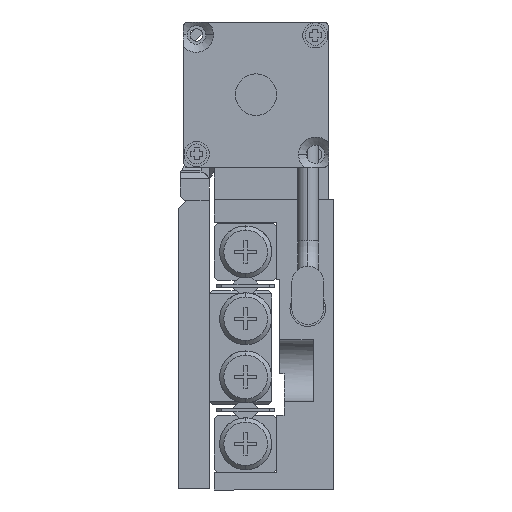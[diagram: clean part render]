
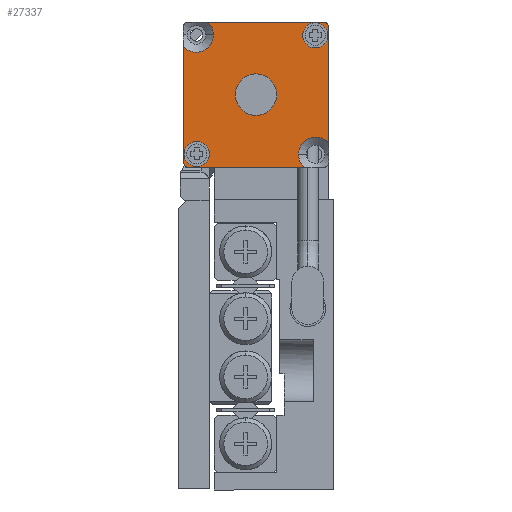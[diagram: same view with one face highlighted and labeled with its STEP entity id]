
A CAD part, left-side view. The second image highlights one B-rep face of the part: STEP entity #27337.
In plain terms, the highlighted face is planar.
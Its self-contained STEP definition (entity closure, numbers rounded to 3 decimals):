
#275 = ORIENTED_EDGE ( 'NONE', *, *, #7506, .T. ) ;
#284 = ORIENTED_EDGE ( 'NONE', *, *, #12988, .T. ) ;
#1234 = VERTEX_POINT ( 'NONE', #4439 ) ;
#1589 = DIRECTION ( 'NONE',  ( 1., 0., 0. ) ) ;
#1837 = AXIS2_PLACEMENT_3D ( 'NONE', #31254, #28217, #8268 ) ;
#2134 = ORIENTED_EDGE ( 'NONE', *, *, #5797, .T. ) ;
#2503 = CARTESIAN_POINT ( 'NONE',  ( 13.5, -0.5, 30. ) ) ;
#2664 = CARTESIAN_POINT ( 'NONE',  ( 12.75, -12.75, 30. ) ) ;
#3236 = EDGE_LOOP ( 'NONE', ( #275, #6817 ) ) ;
#3572 = EDGE_CURVE ( 'NONE', #6139, #20295, #7819, .T. ) ;
#3612 = ORIENTED_EDGE ( 'NONE', *, *, #17055, .T. ) ;
#4118 = DIRECTION ( 'NONE',  ( 0., 0., 1. ) ) ;
#4139 = CARTESIAN_POINT ( 'NONE',  ( 0., -13.5, 30. ) ) ;
#4215 = EDGE_CURVE ( 'NONE', #14012, #10369, #19601, .T. ) ;
#4439 = CARTESIAN_POINT ( 'NONE',  ( 0.5, -14., 30. ) ) ;
#4509 = VERTEX_POINT ( 'NONE', #6898 ) ;
#4639 = ORIENTED_EDGE ( 'NONE', *, *, #16598, .F. ) ;
#4724 = VERTEX_POINT ( 'NONE', #21279 ) ;
#4900 = VERTEX_POINT ( 'NONE', #4139 ) ;
#5009 = DIRECTION ( 'NONE',  ( 0., 0., 1. ) ) ;
#5127 = DIRECTION ( 'NONE',  ( 0., 0., 1. ) ) ;
#5764 = CARTESIAN_POINT ( 'NONE',  ( 0., 0., 30. ) ) ;
#5797 = EDGE_CURVE ( 'NONE', #25199, #4724, #9951, .T. ) ;
#5884 = VERTEX_POINT ( 'NONE', #22480 ) ;
#6139 = VERTEX_POINT ( 'NONE', #9089 ) ;
#6817 = ORIENTED_EDGE ( 'NONE', *, *, #3572, .T. ) ;
#6898 = CARTESIAN_POINT ( 'NONE',  ( 9., -7., 30. ) ) ;
#6942 = EDGE_LOOP ( 'NONE', ( #14054, #13466 ) ) ;
#7506 = EDGE_CURVE ( 'NONE', #20295, #6139, #12700, .T. ) ;
#7667 = CARTESIAN_POINT ( 'NONE',  ( 14., 0., 30. ) ) ;
#7743 = VECTOR ( 'NONE', #27320, 1000. ) ;
#7819 = CIRCLE ( 'NONE', #20796, 1.213 ) ;
#7957 = CIRCLE ( 'NONE', #15513, 1.664 ) ;
#8259 = ORIENTED_EDGE ( 'NONE', *, *, #32991, .F. ) ;
#8268 = DIRECTION ( 'NONE',  ( 1., 0., 0. ) ) ;
#8333 = EDGE_CURVE ( 'NONE', #23106, #5884, #23000, .T. ) ;
#9089 = CARTESIAN_POINT ( 'NONE',  ( 0.073, -12.714, 30. ) ) ;
#9389 = CARTESIAN_POINT ( 'NONE',  ( 7., -7., 30. ) ) ;
#9421 = EDGE_CURVE ( 'NONE', #31016, #4724, #7957, .T. ) ;
#9951 = LINE ( 'NONE', #25011, #15292 ) ;
#9979 = CARTESIAN_POINT ( 'NONE',  ( 11.086, -12.75, 30. ) ) ;
#9986 = DIRECTION ( 'NONE',  ( 1., 0., 0. ) ) ;
#10254 = AXIS2_PLACEMENT_3D ( 'NONE', #27649, #32547, #22424 ) ;
#10369 = VERTEX_POINT ( 'NONE', #9979 ) ;
#10597 = CARTESIAN_POINT ( 'NONE',  ( 0., 0., 30. ) ) ;
#10761 = EDGE_CURVE ( 'NONE', #32412, #4900, #15930, .T. ) ;
#10929 = FACE_OUTER_BOUND ( 'NONE', #27405, .T. ) ;
#10963 = EDGE_CURVE ( 'NONE', #10369, #20131, #19854, .T. ) ;
#12213 = AXIS2_PLACEMENT_3D ( 'NONE', #31169, #5127, #25778 ) ;
#12406 = ORIENTED_EDGE ( 'NONE', *, *, #4215, .F. ) ;
#12700 = CIRCLE ( 'NONE', #1837, 1.213 ) ;
#12988 = EDGE_CURVE ( 'NONE', #4900, #1234, #21611, .T. ) ;
#13466 = ORIENTED_EDGE ( 'NONE', *, *, #13981, .F. ) ;
#13486 = FACE_BOUND ( 'NONE', #3236, .T. ) ;
#13650 = FACE_BOUND ( 'NONE', #6942, .T. ) ;
#13981 = EDGE_CURVE ( 'NONE', #5884, #23106, #27059, .T. ) ;
#14012 = VERTEX_POINT ( 'NONE', #31898 ) ;
#14054 = ORIENTED_EDGE ( 'NONE', *, *, #8333, .F. ) ;
#15273 = ORIENTED_EDGE ( 'NONE', *, *, #26383, .F. ) ;
#15292 = VECTOR ( 'NONE', #25345, 1000. ) ;
#15513 = AXIS2_PLACEMENT_3D ( 'NONE', #20208, #4118, #1589 ) ;
#15930 = LINE ( 'NONE', #5764, #27410 ) ;
#15967 = LINE ( 'NONE', #7667, #29111 ) ;
#16078 = AXIS2_PLACEMENT_3D ( 'NONE', #2664, #28389, #25355 ) ;
#16301 = DIRECTION ( 'NONE',  ( 0., 0., 1. ) ) ;
#16598 = EDGE_CURVE ( 'NONE', #28172, #4509, #21812, .T. ) ;
#16649 = EDGE_CURVE ( 'NONE', #1234, #20131, #19548, .T. ) ;
#16686 = CIRCLE ( 'NONE', #18334, 2. ) ;
#16802 = AXIS2_PLACEMENT_3D ( 'NONE', #28189, #5009, #31054 ) ;
#17013 = CARTESIAN_POINT ( 'NONE',  ( 0., -14., 30. ) ) ;
#17055 = EDGE_CURVE ( 'NONE', #27047, #25199, #32082, .T. ) ;
#17113 = CARTESIAN_POINT ( 'NONE',  ( 2.499, -12.714, 30. ) ) ;
#17504 = DIRECTION ( 'NONE',  ( 0., 0., 1. ) ) ;
#17554 = DIRECTION ( 'NONE',  ( 0., 0., -1. ) ) ;
#17607 = CARTESIAN_POINT ( 'NONE',  ( 2.914, -1.25, 30. ) ) ;
#18098 = CIRCLE ( 'NONE', #32658, 1.664 ) ;
#18334 = AXIS2_PLACEMENT_3D ( 'NONE', #26447, #16301, #26782 ) ;
#18572 = ORIENTED_EDGE ( 'NONE', *, *, #9421, .F. ) ;
#18996 = EDGE_LOOP ( 'NONE', ( #4639, #15273 ) ) ;
#19090 = CARTESIAN_POINT ( 'NONE',  ( 1.25, -1.25, 30. ) ) ;
#19437 = ORIENTED_EDGE ( 'NONE', *, *, #16649, .T. ) ;
#19548 = LINE ( 'NONE', #17013, #7743 ) ;
#19601 = CIRCLE ( 'NONE', #20693, 1.664 ) ;
#19622 = AXIS2_PLACEMENT_3D ( 'NONE', #9389, #17504, #19713 ) ;
#19713 = DIRECTION ( 'NONE',  ( 1., 0., 0. ) ) ;
#19854 = CIRCLE ( 'NONE', #16078, 1.664 ) ;
#20027 = AXIS2_PLACEMENT_3D ( 'NONE', #10597, #24133, #29020 ) ;
#20083 = ORIENTED_EDGE ( 'NONE', *, *, #10963, .F. ) ;
#20131 = VERTEX_POINT ( 'NONE', #32168 ) ;
#20208 = CARTESIAN_POINT ( 'NONE',  ( 1.25, -1.25, 30. ) ) ;
#20295 = VERTEX_POINT ( 'NONE', #17113 ) ;
#20639 = DIRECTION ( 'NONE',  ( 0., 0., 1. ) ) ;
#20693 = AXIS2_PLACEMENT_3D ( 'NONE', #33136, #20639, #9986 ) ;
#20796 = AXIS2_PLACEMENT_3D ( 'NONE', #25165, #17554, #25492 ) ;
#21087 = PLANE ( 'NONE',  #20027 ) ;
#21279 = CARTESIAN_POINT ( 'NONE',  ( 2.348, 0., 30. ) ) ;
#21468 = CARTESIAN_POINT ( 'NONE',  ( 5., -7., 30. ) ) ;
#21611 = CIRCLE ( 'NONE', #10254, 0.5 ) ;
#21812 = CIRCLE ( 'NONE', #19622, 2. ) ;
#22424 = DIRECTION ( 'NONE',  ( 1., 0., 0. ) ) ;
#22480 = CARTESIAN_POINT ( 'NONE',  ( 11.501, -1.286, 30. ) ) ;
#23000 = CIRCLE ( 'NONE', #12213, 1.213 ) ;
#23106 = VERTEX_POINT ( 'NONE', #27651 ) ;
#24133 = DIRECTION ( 'NONE',  ( 0., 0., 1. ) ) ;
#24411 = CARTESIAN_POINT ( 'NONE',  ( 13.5, 0., 30. ) ) ;
#25011 = CARTESIAN_POINT ( 'NONE',  ( 0., 0., 30. ) ) ;
#25165 = CARTESIAN_POINT ( 'NONE',  ( 1.286, -12.714, 30. ) ) ;
#25199 = VERTEX_POINT ( 'NONE', #24411 ) ;
#25345 = DIRECTION ( 'NONE',  ( -1., 0., 0. ) ) ;
#25355 = DIRECTION ( 'NONE',  ( 1., 0., 0. ) ) ;
#25492 = DIRECTION ( 'NONE',  ( 1., 0., 0. ) ) ;
#25778 = DIRECTION ( 'NONE',  ( 1., 0., 0. ) ) ;
#26215 = EDGE_CURVE ( 'NONE', #14012, #27047, #15967, .T. ) ;
#26279 = DIRECTION ( 'NONE',  ( 0., 1., 0. ) ) ;
#26383 = EDGE_CURVE ( 'NONE', #4509, #28172, #16686, .T. ) ;
#26447 = CARTESIAN_POINT ( 'NONE',  ( 7., -7., 30. ) ) ;
#26782 = DIRECTION ( 'NONE',  ( 1., 0., 0. ) ) ;
#27047 = VERTEX_POINT ( 'NONE', #30039 ) ;
#27059 = CIRCLE ( 'NONE', #16802, 1.213 ) ;
#27283 = DIRECTION ( 'NONE',  ( 0., 0., 1. ) ) ;
#27320 = DIRECTION ( 'NONE',  ( 1., 0., 0. ) ) ;
#27337 = ADVANCED_FACE ( 'NONE', ( #13650, #10929, #31708, #13486 ), #21087, .T. ) ;
#27405 = EDGE_LOOP ( 'NONE', ( #8259, #31161, #284, #19437, #20083, #12406, #32361, #3612, #2134, #18572 ) ) ;
#27410 = VECTOR ( 'NONE', #29273, 1000. ) ;
#27649 = CARTESIAN_POINT ( 'NONE',  ( 0.5, -13.5, 30. ) ) ;
#27651 = CARTESIAN_POINT ( 'NONE',  ( 13.927, -1.286, 30. ) ) ;
#28172 = VERTEX_POINT ( 'NONE', #21468 ) ;
#28189 = CARTESIAN_POINT ( 'NONE',  ( 12.714, -1.286, 30. ) ) ;
#28217 = DIRECTION ( 'NONE',  ( 0., 0., -1. ) ) ;
#28389 = DIRECTION ( 'NONE',  ( 0., 0., 1. ) ) ;
#28893 = DIRECTION ( 'NONE',  ( 1., 0., 0. ) ) ;
#28932 = CARTESIAN_POINT ( 'NONE',  ( 0., -2.348, 30. ) ) ;
#29020 = DIRECTION ( 'NONE',  ( 1., 0., 0. ) ) ;
#29111 = VECTOR ( 'NONE', #26279, 1000. ) ;
#29273 = DIRECTION ( 'NONE',  ( 0., -1., 0. ) ) ;
#29391 = DIRECTION ( 'NONE',  ( 0., 0., 1. ) ) ;
#30039 = CARTESIAN_POINT ( 'NONE',  ( 14., -0.5, 30. ) ) ;
#30971 = AXIS2_PLACEMENT_3D ( 'NONE', #2503, #27283, #32502 ) ;
#31016 = VERTEX_POINT ( 'NONE', #17607 ) ;
#31054 = DIRECTION ( 'NONE',  ( 1., 0., 0. ) ) ;
#31161 = ORIENTED_EDGE ( 'NONE', *, *, #10761, .T. ) ;
#31169 = CARTESIAN_POINT ( 'NONE',  ( 12.714, -1.286, 30. ) ) ;
#31254 = CARTESIAN_POINT ( 'NONE',  ( 1.286, -12.714, 30. ) ) ;
#31708 = FACE_BOUND ( 'NONE', #18996, .T. ) ;
#31898 = CARTESIAN_POINT ( 'NONE',  ( 14., -11.652, 30. ) ) ;
#32082 = CIRCLE ( 'NONE', #30971, 0.5 ) ;
#32168 = CARTESIAN_POINT ( 'NONE',  ( 11.652, -14., 30. ) ) ;
#32361 = ORIENTED_EDGE ( 'NONE', *, *, #26215, .T. ) ;
#32412 = VERTEX_POINT ( 'NONE', #28932 ) ;
#32502 = DIRECTION ( 'NONE',  ( 1., 0., 0. ) ) ;
#32547 = DIRECTION ( 'NONE',  ( 0., 0., 1. ) ) ;
#32658 = AXIS2_PLACEMENT_3D ( 'NONE', #19090, #29391, #28893 ) ;
#32991 = EDGE_CURVE ( 'NONE', #32412, #31016, #18098, .T. ) ;
#33136 = CARTESIAN_POINT ( 'NONE',  ( 12.75, -12.75, 30. ) ) ;
